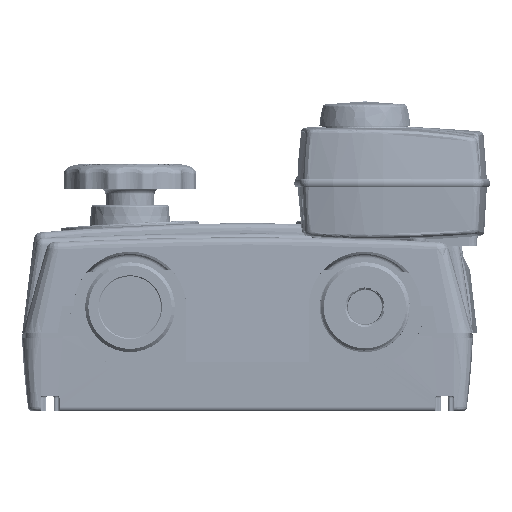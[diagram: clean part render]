
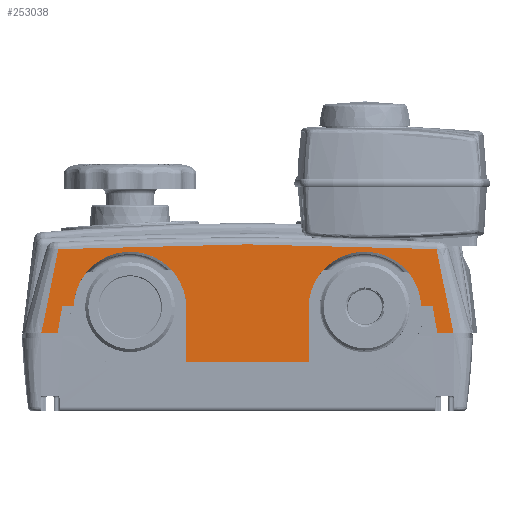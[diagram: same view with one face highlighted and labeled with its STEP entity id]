
A CAD part, front view. The second image highlights one B-rep face of the part: STEP entity #253038.
In plain terms, the highlighted planar face has unit normal (0, -0.999, 0.035).
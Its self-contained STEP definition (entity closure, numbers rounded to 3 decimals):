
#252916=AXIS2_PLACEMENT_3D('Plane Axis2P3D',#252913,#252914,#252915) ;
#251170=CARTESIAN_POINT('Vertex',(-30.,-358.879,-29.15)) ;
#251189=CARTESIAN_POINT('Vertex',(-30.,-357.877,-0.45)) ;
#251192=CARTESIAN_POINT('Line Origine',(-30.,-358.378,-14.8)) ;
#252603=CARTESIAN_POINT('Vertex',(-163.143,-356.782,30.908)) ;
#252678=CARTESIAN_POINT('Control Point',(38.143,-356.782,30.908)) ;
#252679=CARTESIAN_POINT('Control Point',(-2.08,-356.711,32.933)) ;
#252680=CARTESIAN_POINT('Control Point',(-42.354,-356.676,33.946)) ;
#252681=CARTESIAN_POINT('Control Point',(-82.646,-356.676,33.946)) ;
#252682=CARTESIAN_POINT('Control Point',(-122.92,-356.711,32.933)) ;
#252683=CARTESIAN_POINT('Control Point',(-163.143,-356.782,30.908)) ;
#252684=CARTESIAN_POINT('Vertex',(38.143,-356.782,30.908)) ;
#252862=CARTESIAN_POINT('Vertex',(47.219,-358.347,-13.9)) ;
#252865=CARTESIAN_POINT('Line Origine',(42.905,-358.347,-13.9)) ;
#252869=CARTESIAN_POINT('Vertex',(38.591,-358.347,-13.9)) ;
#252913=CARTESIAN_POINT('Axis2P3D Location',(-62.5,-357.1,21.8)) ;
#252919=CARTESIAN_POINT('Control Point',(-163.143,-356.782,30.908)) ;
#252920=CARTESIAN_POINT('Control Point',(-166.46,-357.302,16.018)) ;
#252921=CARTESIAN_POINT('Control Point',(-169.486,-357.824,1.078)) ;
#252922=CARTESIAN_POINT('Control Point',(-172.219,-358.347,-13.9)) ;
#252923=CARTESIAN_POINT('Vertex',(-172.219,-358.347,-13.9)) ;
#252927=CARTESIAN_POINT('Control Point',(-163.591,-358.347,-13.9)) ;
#252928=CARTESIAN_POINT('Control Point',(-172.219,-358.347,-13.9)) ;
#252929=CARTESIAN_POINT('Vertex',(-163.591,-358.347,-13.9)) ;
#252933=CARTESIAN_POINT('Control Point',(-163.591,-358.347,-13.9)) ;
#252934=CARTESIAN_POINT('Control Point',(-160.99,-357.832,0.85)) ;
#252935=CARTESIAN_POINT('Vertex',(-160.99,-357.832,0.85)) ;
#252938=CARTESIAN_POINT('Line Origine',(-62.5,-357.832,0.85)) ;
#252942=CARTESIAN_POINT('Vertex',(-154.972,-357.832,0.85)) ;
#252946=CARTESIAN_POINT('Control Point',(-154.972,-357.832,0.85)) ;
#252947=CARTESIAN_POINT('Control Point',(-154.766,-357.666,5.598)) ;
#252948=CARTESIAN_POINT('Control Point',(-153.62,-357.501,10.304)) ;
#252949=CARTESIAN_POINT('Control Point',(-151.544,-357.347,14.722)) ;
#252950=CARTESIAN_POINT('Control Point',(-145.601,-357.068,22.705)) ;
#252951=CARTESIAN_POINT('Control Point',(-136.993,-356.892,27.745)) ;
#252952=CARTESIAN_POINT('Control Point',(-132.088,-356.836,29.358)) ;
#252953=CARTESIAN_POINT('Control Point',(-121.907,-356.798,30.442)) ;
#252954=CARTESIAN_POINT('Control Point',(-112.143,-356.906,27.361)) ;
#252955=CARTESIAN_POINT('Control Point',(-107.656,-356.995,24.807)) ;
#252956=CARTESIAN_POINT('Control Point',(-101.13,-357.199,18.977)) ;
#252957=CARTESIAN_POINT('Control Point',(-97.064,-357.466,11.333)) ;
#252958=CARTESIAN_POINT('Control Point',(-95.862,-357.584,7.931)) ;
#252959=CARTESIAN_POINT('Control Point',(-95.182,-357.708,4.402)) ;
#252960=CARTESIAN_POINT('Control Point',(-95.028,-357.832,0.85)) ;
#252961=CARTESIAN_POINT('Vertex',(-95.028,-357.832,0.85)) ;
#252965=CARTESIAN_POINT('Control Point',(-95.028,-357.832,0.85)) ;
#252966=CARTESIAN_POINT('Control Point',(-95.009,-357.847,0.417)) ;
#252967=CARTESIAN_POINT('Control Point',(-95.,-357.862,-0.016)) ;
#252968=CARTESIAN_POINT('Control Point',(-95.,-357.877,-0.45)) ;
#252969=CARTESIAN_POINT('Vertex',(-95.,-357.877,-0.45)) ;
#252972=CARTESIAN_POINT('Line Origine',(-95.,-357.877,-0.45)) ;
#252976=CARTESIAN_POINT('Vertex',(-95.,-358.879,-29.15)) ;
#252979=CARTESIAN_POINT('Line Origine',(-62.5,-358.879,-29.15)) ;
#252985=CARTESIAN_POINT('Control Point',(-30.,-357.877,-0.45)) ;
#252986=CARTESIAN_POINT('Control Point',(-30.,-357.702,4.562)) ;
#252987=CARTESIAN_POINT('Control Point',(-28.953,-357.527,9.574)) ;
#252988=CARTESIAN_POINT('Control Point',(-26.859,-357.362,14.295)) ;
#252989=CARTESIAN_POINT('Control Point',(-20.831,-357.073,22.571)) ;
#252990=CARTESIAN_POINT('Control Point',(-11.993,-356.892,27.745)) ;
#252991=CARTESIAN_POINT('Control Point',(-7.088,-356.836,29.358)) ;
#252992=CARTESIAN_POINT('Control Point',(3.093,-356.798,30.442)) ;
#252993=CARTESIAN_POINT('Control Point',(12.857,-356.906,27.361)) ;
#252994=CARTESIAN_POINT('Control Point',(17.344,-356.995,24.807)) ;
#252995=CARTESIAN_POINT('Control Point',(23.87,-357.199,18.977)) ;
#252996=CARTESIAN_POINT('Control Point',(27.936,-357.466,11.333)) ;
#252997=CARTESIAN_POINT('Control Point',(29.138,-357.584,7.931)) ;
#252998=CARTESIAN_POINT('Control Point',(29.818,-357.708,4.402)) ;
#252999=CARTESIAN_POINT('Control Point',(29.972,-357.832,0.85)) ;
#253000=CARTESIAN_POINT('Vertex',(29.972,-357.832,0.85)) ;
#253003=CARTESIAN_POINT('Line Origine',(-62.5,-357.832,0.85)) ;
#253007=CARTESIAN_POINT('Vertex',(35.99,-357.832,0.85)) ;
#253011=CARTESIAN_POINT('Control Point',(38.591,-358.347,-13.9)) ;
#253012=CARTESIAN_POINT('Control Point',(35.99,-357.832,0.85)) ;
#253015=CARTESIAN_POINT('Control Point',(47.219,-358.347,-13.9)) ;
#253016=CARTESIAN_POINT('Control Point',(45.169,-357.954,-2.666)) ;
#253017=CARTESIAN_POINT('Control Point',(42.973,-357.563,8.547)) ;
#253018=CARTESIAN_POINT('Control Point',(40.63,-357.172,19.742)) ;
#253019=CARTESIAN_POINT('Control Point',(38.143,-356.782,30.908)) ;
#251193=DIRECTION('Vector Direction',(0.,-0.035,-0.999)) ;
#252866=DIRECTION('Vector Direction',(-1.,0.,0.)) ;
#252914=DIRECTION('Axis2P3D Direction',(0.,-0.999,0.035)) ;
#252915=DIRECTION('Axis2P3D XDirection',(-1.,0.,0.)) ;
#252939=DIRECTION('Vector Direction',(-1.,0.,0.)) ;
#252973=DIRECTION('Vector Direction',(0.,-0.035,-0.999)) ;
#252980=DIRECTION('Vector Direction',(-1.,0.,0.)) ;
#253004=DIRECTION('Vector Direction',(-1.,0.,0.)) ;
#251194=VECTOR('Line Direction',#251193,1.) ;
#252867=VECTOR('Line Direction',#252866,1.) ;
#252940=VECTOR('Line Direction',#252939,1.) ;
#252974=VECTOR('Line Direction',#252973,1.) ;
#252981=VECTOR('Line Direction',#252980,1.) ;
#253005=VECTOR('Line Direction',#253004,1.) ;
#253022=ORIENTED_EDGE('',*,*,#252925,.F.) ;
#253023=ORIENTED_EDGE('',*,*,#252931,.F.) ;
#253024=ORIENTED_EDGE('',*,*,#252937,.T.) ;
#253025=ORIENTED_EDGE('',*,*,#252944,.F.) ;
#253026=ORIENTED_EDGE('',*,*,#252963,.T.) ;
#253027=ORIENTED_EDGE('',*,*,#252971,.T.) ;
#253028=ORIENTED_EDGE('',*,*,#252978,.F.) ;
#253029=ORIENTED_EDGE('',*,*,#252983,.T.) ;
#253030=ORIENTED_EDGE('',*,*,#251196,.F.) ;
#253031=ORIENTED_EDGE('',*,*,#253002,.T.) ;
#253032=ORIENTED_EDGE('',*,*,#253009,.F.) ;
#253033=ORIENTED_EDGE('',*,*,#253013,.F.) ;
#253034=ORIENTED_EDGE('',*,*,#252871,.F.) ;
#253035=ORIENTED_EDGE('',*,*,#253020,.F.) ;
#253036=ORIENTED_EDGE('',*,*,#252686,.F.) ;
#253038=ADVANCED_FACE('PartBody',(#253037),#252917,.T.) ;
#252677=B_SPLINE_CURVE_WITH_KNOTS('',5,(#252678,#252679,#252680,#252681,#252682,#252683),.UNSPECIFIED.,.F.,.U.,(6,6),(75.13,360.198),.UNSPECIFIED.) ;
#252918=B_SPLINE_CURVE_WITH_KNOTS('',3,(#252919,#252920,#252921,#252922),.UNSPECIFIED.,.F.,.U.,(4,4),(30.443,109.95),.UNSPECIFIED.) ;
#252926=B_SPLINE_CURVE_WITH_KNOTS('',1,(#252927,#252928),.UNSPECIFIED.,.F.,.U.,(2,2),(101.091,109.719),.UNSPECIFIED.) ;
#252932=B_SPLINE_CURVE_WITH_KNOTS('',1,(#252933,#252934),.UNSPECIFIED.,.F.,.U.,(2,2),(-7.493,7.493),.UNSPECIFIED.) ;
#252945=B_SPLINE_CURVE_WITH_KNOTS('',5,(#252946,#252947,#252948,#252949,#252950,#252951,#252952,#252953,#252954,#252955,#252956,#252957,#252958,#252959,#252960),.UNSPECIFIED.,.F.,.U.,(6,3,3,3,6),(1.84,35.462,70.897,106.334,131.486),.UNSPECIFIED.) ;
#252964=B_SPLINE_CURVE_WITH_KNOTS('',3,(#252965,#252966,#252967,#252968),.UNSPECIFIED.,.F.,.U.,(4,4),(131.486,133.326),.UNSPECIFIED.) ;
#252984=B_SPLINE_CURVE_WITH_KNOTS('',5,(#252985,#252986,#252987,#252988,#252989,#252990,#252991,#252992,#252993,#252994,#252995,#252996,#252997,#252998,#252999),.UNSPECIFIED.,.F.,.U.,(6,3,3,3,6),(0.,35.462,70.897,106.334,131.486),.UNSPECIFIED.) ;
#253010=B_SPLINE_CURVE_WITH_KNOTS('',1,(#253011,#253012),.UNSPECIFIED.,.F.,.U.,(2,2),(-7.493,7.493),.UNSPECIFIED.) ;
#253014=B_SPLINE_CURVE_WITH_KNOTS('',4,(#253015,#253016,#253017,#253018,#253019),.UNSPECIFIED.,.F.,.U.,(5,5),(24.601,104.109),.UNSPECIFIED.) ;
#251196=EDGE_CURVE('',#251190,#251171,#251195,.T.) ;
#252686=EDGE_CURVE('',#252604,#252685,#252677,.F.) ;
#252871=EDGE_CURVE('',#252863,#252870,#252868,.T.) ;
#252925=EDGE_CURVE('',#252924,#252604,#252918,.F.) ;
#252931=EDGE_CURVE('',#252930,#252924,#252926,.T.) ;
#252937=EDGE_CURVE('',#252930,#252936,#252932,.T.) ;
#252944=EDGE_CURVE('',#252943,#252936,#252941,.T.) ;
#252963=EDGE_CURVE('',#252943,#252962,#252945,.T.) ;
#252971=EDGE_CURVE('',#252962,#252970,#252964,.T.) ;
#252978=EDGE_CURVE('',#252977,#252970,#252975,.F.) ;
#252983=EDGE_CURVE('',#252977,#251171,#252982,.F.) ;
#253002=EDGE_CURVE('',#251190,#253001,#252984,.T.) ;
#253009=EDGE_CURVE('',#253008,#253001,#253006,.T.) ;
#253013=EDGE_CURVE('',#252870,#253008,#253010,.T.) ;
#253020=EDGE_CURVE('',#252685,#252863,#253014,.F.) ;
#253021=EDGE_LOOP('',(#253022,#253023,#253024,#253025,#253026,#253027,#253028,#253029,#253030,#253031,#253032,#253033,#253034,#253035,#253036)) ;
#253037=FACE_OUTER_BOUND('',#253021,.T.) ;
#251195=LINE('Line',#251192,#251194) ;
#252868=LINE('Line',#252865,#252867) ;
#252941=LINE('Line',#252938,#252940) ;
#252975=LINE('Line',#252972,#252974) ;
#252982=LINE('Line',#252979,#252981) ;
#253006=LINE('Line',#253003,#253005) ;
#252917=PLANE('',#252916) ;
#251171=VERTEX_POINT('',#251170) ;
#251190=VERTEX_POINT('',#251189) ;
#252604=VERTEX_POINT('',#252603) ;
#252685=VERTEX_POINT('',#252684) ;
#252863=VERTEX_POINT('',#252862) ;
#252870=VERTEX_POINT('',#252869) ;
#252924=VERTEX_POINT('',#252923) ;
#252930=VERTEX_POINT('',#252929) ;
#252936=VERTEX_POINT('',#252935) ;
#252943=VERTEX_POINT('',#252942) ;
#252962=VERTEX_POINT('',#252961) ;
#252970=VERTEX_POINT('',#252969) ;
#252977=VERTEX_POINT('',#252976) ;
#253001=VERTEX_POINT('',#253000) ;
#253008=VERTEX_POINT('',#253007) ;
